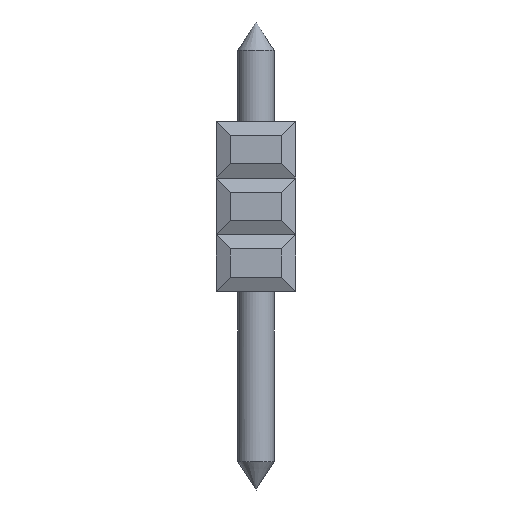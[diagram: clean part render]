
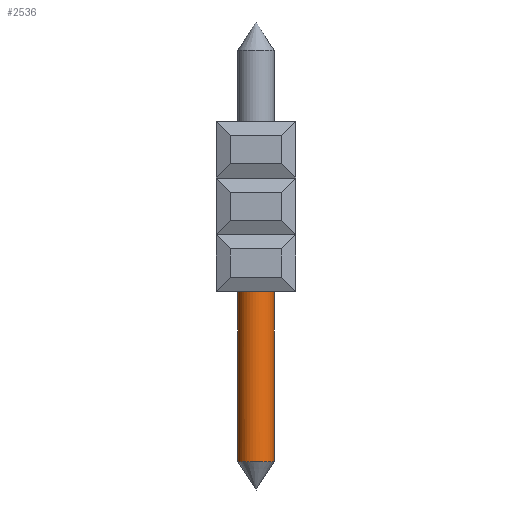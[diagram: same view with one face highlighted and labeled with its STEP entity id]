
A CAD part, left-side view. The second image highlights one B-rep face of the part: STEP entity #2536.
In plain terms, the highlighted cylindrical face has radius 0.65 mm (diameter 1.3 mm), a full revolution.
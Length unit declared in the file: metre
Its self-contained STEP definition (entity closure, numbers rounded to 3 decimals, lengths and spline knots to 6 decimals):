
#2536=ADVANCED_FACE('',(#5523,#5524),#5525,.T.);
#5523=FACE_OUTER_BOUND('',#8868,.T.);
#5524=FACE_OUTER_BOUND('',#8869,.T.);
#5525=CYLINDRICAL_SURFACE('',#8870,0.00065);
#8868=EDGE_LOOP('',(#16218));
#8869=EDGE_LOOP('',(#16219));
#8870=AXIS2_PLACEMENT_3D('',#16220,#16221,#16222);
#16218=ORIENTED_EDGE('',*,*,#21360,.F.);
#16219=ORIENTED_EDGE('',*,*,#20750,.F.);
#16220=CARTESIAN_POINT('',(0.01565,-0.03326,-0.0015));
#16221=DIRECTION('',(0.0,0.,-1.0));
#16222=DIRECTION('',(-1.0,0.0,0.0));
#20750=EDGE_CURVE('',#25314,#25314,#25315,.T.);
#21360=EDGE_CURVE('',#26044,#26044,#26045,.T.);
#25314=VERTEX_POINT('',#31652);
#25315=CIRCLE('',#31653,0.00065);
#26044=VERTEX_POINT('',#32743);
#26045=CIRCLE('',#32744,0.00065);
#31652=CARTESIAN_POINT('',(0.01565,-0.03391,-0.0058));
#31653=AXIS2_PLACEMENT_3D('',#35422,#35423,#35424);
#32743=CARTESIAN_POINT('',(0.01604,-0.03274,-0.012));
#32744=AXIS2_PLACEMENT_3D('',#35831,#35832,#35833);
#35422=CARTESIAN_POINT('',(0.01565,-0.03326,-0.0058));
#35423=DIRECTION('',(0.0,0.,1.0));
#35424=DIRECTION('',(0.0,-1.0,0.));
#35831=CARTESIAN_POINT('',(0.01565,-0.03326,-0.012));
#35832=DIRECTION('',(0.,0.,-1.0));
#35833=DIRECTION('',(0.6,0.8,0.));
